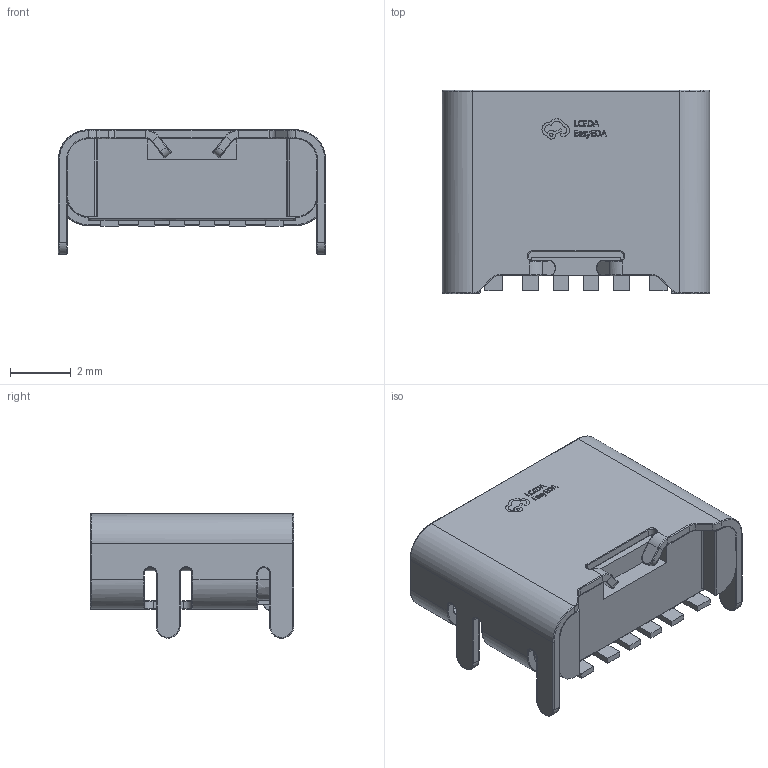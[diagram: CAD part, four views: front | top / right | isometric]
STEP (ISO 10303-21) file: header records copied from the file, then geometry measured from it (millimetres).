
FILE_DESCRIPTION(('Open CASCADE Model'),'2;1');
FILE_NAME('Open CASCADE Shape Model','2026-01-10T17:02:24',('Author'),( 'Open CASCADE'),'Open CASCADE STEP processor 7.9','Open CASCADE 7.9' ,'Unknown');
FILE_SCHEMA(('AUTOMOTIVE_DESIGN { 1 0 10303 214 1 1 1 1 }'));
Length unit declared in the file: millimetre
Products named in the file (1): SOLID
Bounding box: 8.84 x 6.72 x 4.11 mm (x, y, z)
Volume: 108.1 mm3; surface area: 325.7 mm2
Topology: 1 solids, 1 shells, 629 faces, 1582 edges, 980 vertices
Faces by surface type: bspline 629
Entity records: 22517 total; most frequent: CARTESIAN_POINT 8903, ORIENTED_EDGE 3164, EDGE_CURVE 1582, B_SPLINE_CURVE_WITH_KNOTS 1140, VERTEX_POINT 980, FACE_BOUND 658, EDGE_LOOP 658, PRESENTATION_STYLE_ASSIGNMENT 630
